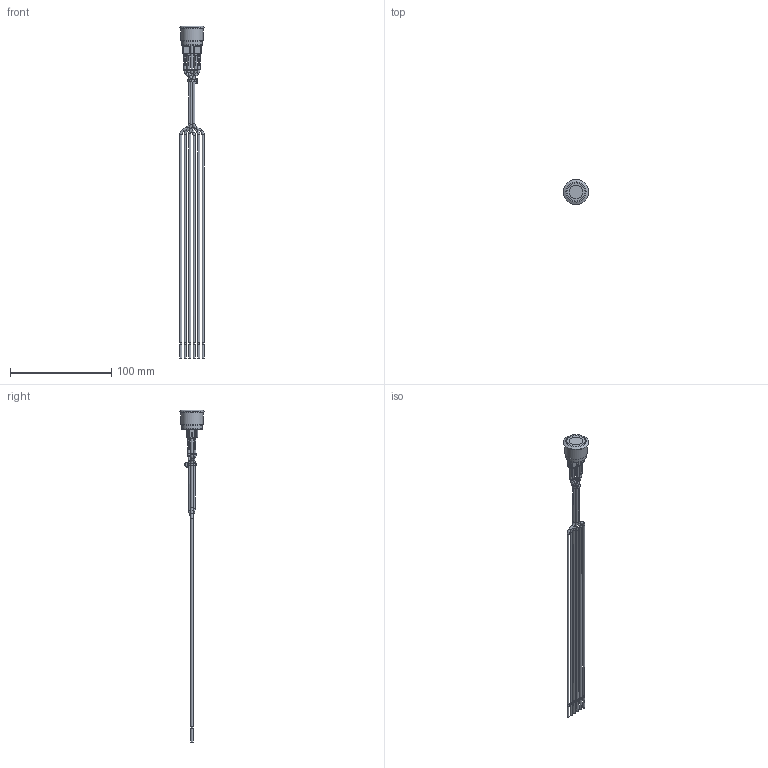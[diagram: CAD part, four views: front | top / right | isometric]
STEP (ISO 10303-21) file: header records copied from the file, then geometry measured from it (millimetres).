
FILE_DESCRIPTION(/* description */ (''),/* implementation_level */ '2;1');
FILE_NAME(/* name */ 'PV7FWY0xx-3xx.stp',/* time_stamp */ '2022-02-02T11:46:15-06:00',/* author */ ('mwilliams'),/* organization */ (''),/* preprocessor_version */ 'ST-DEVELOPER v18',/* originating_system */ 'Autodesk Inventor 2020',/* authorisation */ '');
FILE_SCHEMA (('AUTOMOTIVE_DESIGN { 1 0 10303 214 3 1 1 }'));
Length unit declared in the file: millimetre
Products named in the file (1): PV7FWY0xx-3xx
Bounding box: 25 x 25 x 327.5 mm (x, y, z)
Volume: 15157.2 mm3; surface area: 15924.4 mm2
Topology: 1 solids, 6 shells, 426 faces, 1108 edges, 694 vertices
Faces by surface type: plane 238, cylinder 116, torus 50, cone 10, sphere 8, bspline 4
Full cylindrical faces by diameter (mm): 1.5 x6, 1.85 x1, 2.2 x35, 2.4 x6, 13.5 x2, 18.9 x1, 20.6 x1, 20.7 x1, 21.8 x1, 25 x1
Entity records: 13633 total; most frequent: CARTESIAN_POINT 2811, DIRECTION 2357, ORIENTED_EDGE 2216, EDGE_CURVE 1108, AXIS2_PLACEMENT_3D 855, VERTEX_POINT 694, LINE 647, VECTOR 647
